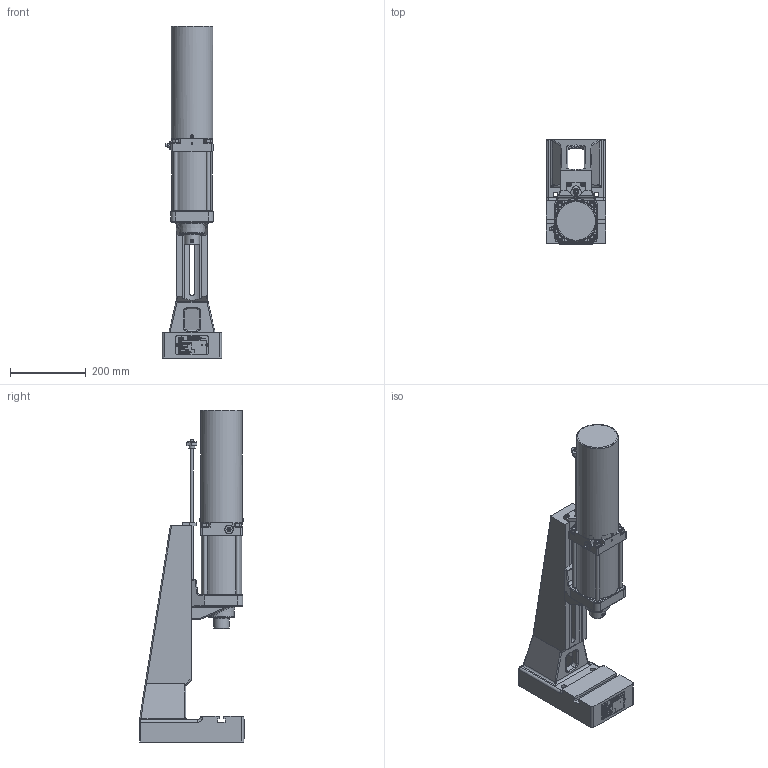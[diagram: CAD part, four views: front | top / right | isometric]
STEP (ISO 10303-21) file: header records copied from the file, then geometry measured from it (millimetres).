
FILE_DESCRIPTION((''),'2;1');
FILE_NAME('L_DA_0450_120_080.stp','2010-12-14T08:38:31',('rfinsterle'),(''),'Autodesk Inventor 2008','Autodesk Inventor 2008','');
FILE_SCHEMA(('AUTOMOTIVE_DESIGN { 1 0 10303 214 1 1 1 1 }'));
Length unit declared in the file: millimetre
Products named in the file (5): ENG-000868_V; ENG-000855_V; ENG-000866-2_V; ENG-000378; DIN 7337  A A3 x 8
Assembly tree (5 placements, depth 2):
  ENG-000868_V
    ENG-000855_V
    ENG-000866-2_V
    ENG-000378
    DIN 7337  A A3 x 8  x2
Bounding box: 156 x 276.8 x 875.57 mm (x, y, z)
Volume: 5153490 mm3; surface area: 1042801.4 mm2
Topology: 5 solids, 9 shells, 7264 faces, 19981 edges, 13125 vertices
Faces by surface type: plane 4349, bspline 2416, cylinder 325, cone 112, torus 40, sphere 22
Full cylindrical faces by diameter (mm): 3 x4, 3.242 x1, 3.65 x2, 4 x2, 5 x4, 6 x2, 6.5 x2, 8 x6, 8.4 x1, 10 x6, 11.8 x2, 12 x3, 13 x2, 17.5 x2, 18 x3, 19.4 x1, 19.5 x1, 20 x6, 20.3 x1, 22 x1, 23.4 x1, 24 x2, 24.4 x1, 25 x1, 37 x3, 40 x2, 40.5 x2, 44 x1, 44.2 x1, 48 x1
Entity records: 257768 total; most frequent: CARTESIAN_POINT 83655, ORIENTED_EDGE 39074, DIRECTION 25628, EDGE_CURVE 19537, VECTOR 13796, LINE 13796, VERTEX_POINT 13004, EDGE_LOOP 8019
